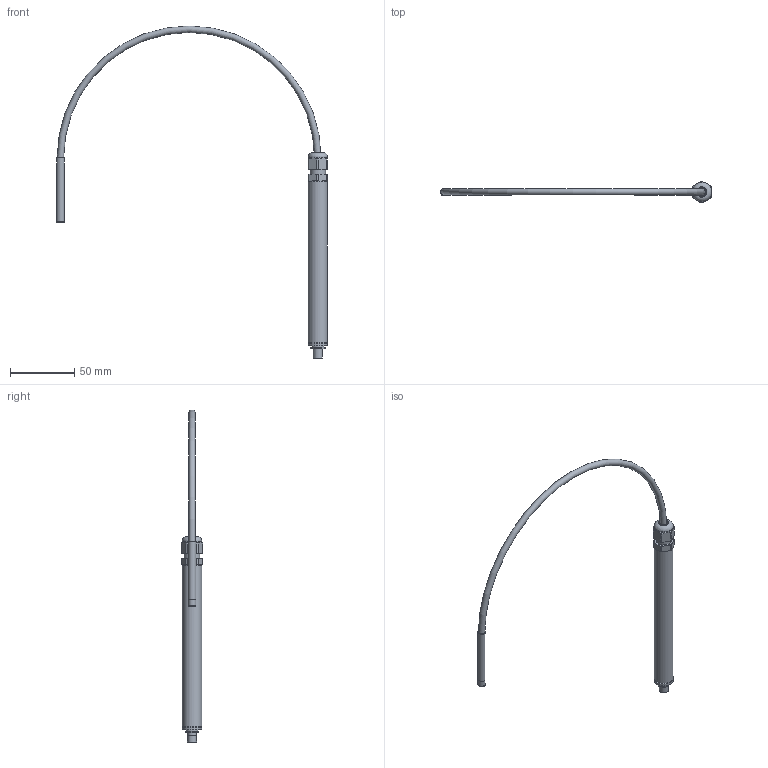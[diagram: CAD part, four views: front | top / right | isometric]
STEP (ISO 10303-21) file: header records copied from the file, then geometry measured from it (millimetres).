
FILE_DESCRIPTION(/* description */ (''),/* implementation_level */ '2;1');
FILE_NAME(/* name */ 'Pi-T0X1Xxx.step',/* time_stamp */ '2021-08-02T08:56:21+02:00',/* author */ (''),/* organization */ (''),/* preprocessor_version */ 'ST-DEVELOPER v18.1',/* originating_system */ 'Autodesk Translation Framework v10.9.0.1377',/* authorisation */ '');
FILE_SCHEMA (('AUTOMOTIVE_DESIGN { 1 0 10303 214 3 1 1 }'));
Length unit declared in the file: millimetre
Products named in the file (10): Pi-T0X1Xxx; Pi-xxx1Z; M12-4pin; Component1; Component2; PiOne_Tx; M12_dlawnica; Temperatura_Tx+przewod; Temperatura_Tx; Przewod
Assembly tree (9 placements, depth 4):
  Pi-T0X1Xxx
    Pi-xxx1Z
      M12-4pin
        Component1
        Component2
    PiOne_Tx
      M12_dlawnica
      Temperatura_Tx+przewod
        Temperatura_Tx
        Przewod
Bounding box: 210.5 x 16.59 x 257.9 mm (x, y, z)
Volume: 19272.6 mm3; surface area: 21686.6 mm2
Topology: 6 solids, 6 shells, 106 faces, 213 edges, 136 vertices
Faces by surface type: plane 47, cylinder 32, cone 16, torus 7, bspline 4
Full cylindrical faces by diameter (mm): 1 x4, 4 x1, 5 x1, 5.5 x1, 6 x2, 7 x1, 8 x1, 9 x1, 9.957 x1, 12 x4, 15 x3
Entity records: 3125 total; most frequent: CARTESIAN_POINT 626, DIRECTION 542, ORIENTED_EDGE 426, AXIS2_PLACEMENT_3D 232, EDGE_CURVE 213, VERTEX_POINT 136, EDGE_LOOP 127, CIRCLE 111
